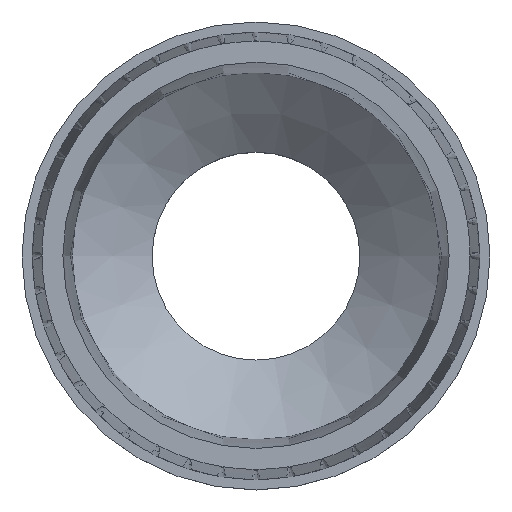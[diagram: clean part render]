
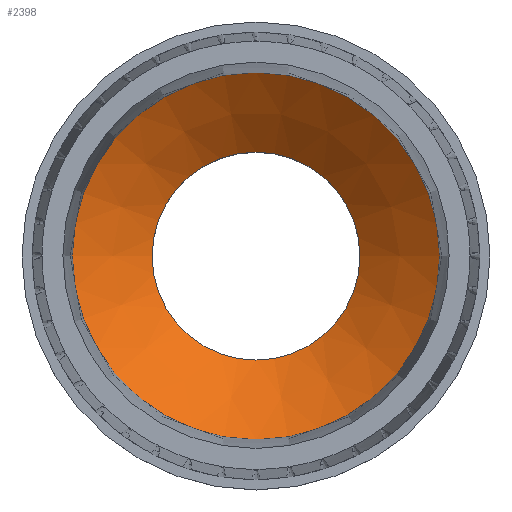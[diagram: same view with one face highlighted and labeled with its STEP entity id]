
A CAD part, top view. The second image highlights one B-rep face of the part: STEP entity #2398.
In plain terms, the highlighted conical face has half-angle 52.749 degrees and reference radius 10.603 mm.
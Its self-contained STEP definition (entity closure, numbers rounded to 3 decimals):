
#31=LINE('',#5880,#41);
#41=VECTOR('',#3728,10.603);
#179=FACE_OUTER_BOUND('',#277,.T.);
#277=EDGE_LOOP('',(#2165,#2166,#2167,#2168,#2169));
#574=CIRCLE('',#2795,6.);
#575=CIRCLE('',#2796,6.);
#622=CIRCLE('',#2848,10.603);
#955=VERTEX_POINT('',#5813);
#956=VERTEX_POINT('',#5815);
#963=VERTEX_POINT('',#5878);
#1341=EDGE_CURVE('',#955,#956,#574,.T.);
#1342=EDGE_CURVE('',#956,#955,#575,.T.);
#1392=EDGE_CURVE('',#963,#963,#622,.T.);
#1393=EDGE_CURVE('',#963,#955,#31,.T.);
#2165=ORIENTED_EDGE('',*,*,#1392,.T.);
#2166=ORIENTED_EDGE('',*,*,#1393,.T.);
#2167=ORIENTED_EDGE('',*,*,#1342,.F.);
#2168=ORIENTED_EDGE('',*,*,#1341,.F.);
#2169=ORIENTED_EDGE('',*,*,#1393,.F.);
#2304=CONICAL_SURFACE('',#2847,10.603,0.921);
#2398=ADVANCED_FACE('',(#179),#2304,.F.);
#2795=AXIS2_PLACEMENT_3D('',#5816,#3617,#3618);
#2796=AXIS2_PLACEMENT_3D('',#5817,#3619,#3620);
#2847=AXIS2_PLACEMENT_3D('',#5877,#3724,#3725);
#2848=AXIS2_PLACEMENT_3D('',#5879,#3726,#3727);
#3617=DIRECTION('center_axis',(0.,0.,1.));
#3618=DIRECTION('ref_axis',(1.,0.,0.));
#3619=DIRECTION('center_axis',(0.,0.,1.));
#3620=DIRECTION('ref_axis',(1.,0.,0.));
#3724=DIRECTION('center_axis',(0.,0.,1.));
#3725=DIRECTION('ref_axis',(1.,0.,0.));
#3726=DIRECTION('center_axis',(0.,0.,1.));
#3727=DIRECTION('ref_axis',(1.,0.,0.));
#3728=DIRECTION('',(0.796,0.,-0.605));
#5813=CARTESIAN_POINT('',(-6.,0.,-26.5));
#5815=CARTESIAN_POINT('',(6.,0.,-26.5));
#5816=CARTESIAN_POINT('Origin',(0.,0.,-26.5));
#5817=CARTESIAN_POINT('Origin',(0.,0.,-26.5));
#5877=CARTESIAN_POINT('Origin',(0.,0.,-23.));
#5878=CARTESIAN_POINT('',(-10.603,0.,-23.));
#5879=CARTESIAN_POINT('Origin',(0.,0.,-23.));
#5880=CARTESIAN_POINT('',(-10.603,0.,-23.));
